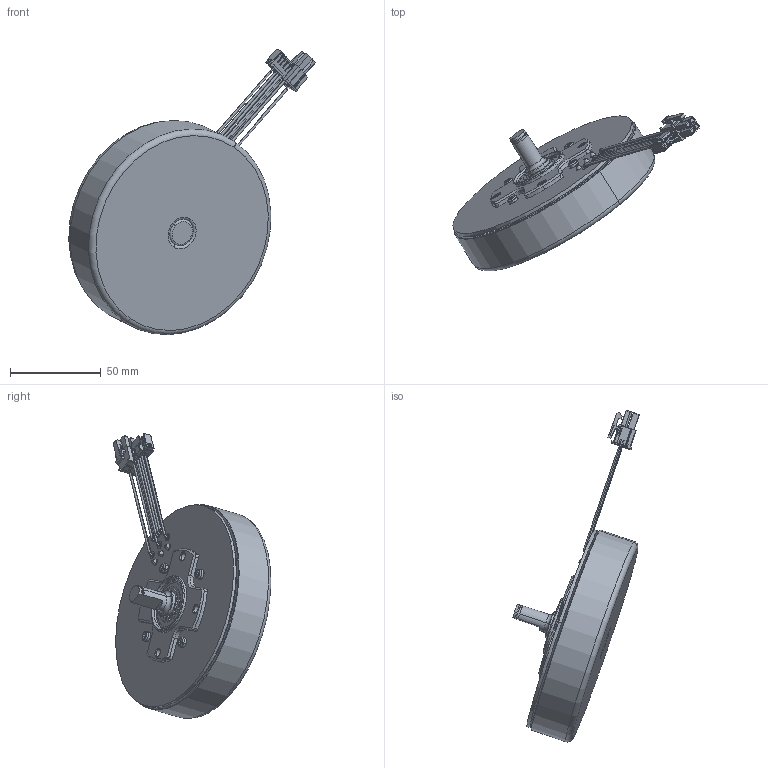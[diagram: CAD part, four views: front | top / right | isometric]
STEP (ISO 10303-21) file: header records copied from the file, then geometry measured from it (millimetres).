
FILE_DESCRIPTION (( 'STEP AP203' ), '1' );
FILE_NAME ('3D Drawing_Germany_20241031.STEP', '2024-10-31T03:09:26', ( '' ), ( '' ), 'SwSTEP 2.0', 'SolidWorks 2021', '' );
FILE_SCHEMA (( 'CONFIG_CONTROL_DESIGN' ));
Length unit declared in the file: millimetre
Products named in the file (15): Connector MOLEX_511030500; 0001-015000X_轴（电机）; PCB HALL; 8002-116001_蛌赽郪璃; 儂褲-105蚚; 0013-619020X_粣創; HUB-NEW; 3D Drawing_Germany_20241031; Leadwire-U; Connector MOLEX_039012045; 8012-116001_儂褲郪璃; M3蹟隊; SOLDER POINT; circlips for shaft--type a large gb_GB_CONNECTING_PIECE_RING_RRA 15; 0021-1100016-菜え
Assembly tree (26 placements, depth 4):
  3D Drawing_Germany_20241031
    8002-116001_蛌赽郪璃
      8012-116001_儂褲郪璃
        儂褲-105蚚
        0001-015000X_轴（电机）
    HUB-NEW
    PCB HALL
    0021-1100016-菜え
    Leadwire-U  x8
    circlips for shaft--type a large gb_GB_CONNECTING_PIECE_RING_RRA 15
    M3蹟隊  x4
    0013-619020X_粣創
    Connector MOLEX_039012045
    Connector MOLEX_511030500
    SOLDER POINT  x3
Bounding box: 136.08 x 87.11 x 157.52 mm (x, y, z)
Volume: 93176.4 mm3; surface area: 71905.6 mm2
Topology: 24 solids, 24 shells, 1038 faces, 2585 edges, 1677 vertices
Faces by surface type: plane 623, cylinder 289, torus 62, cone 60, sphere 4
Entity records: 27306 total; most frequent: CARTESIAN_POINT 4573, DIRECTION 4359, ORIENTED_EDGE 4254, EDGE_CURVE 2127, LINE 1557, VECTOR 1557, AXIS2_PLACEMENT_3D 1401, VERTEX_POINT 1383
